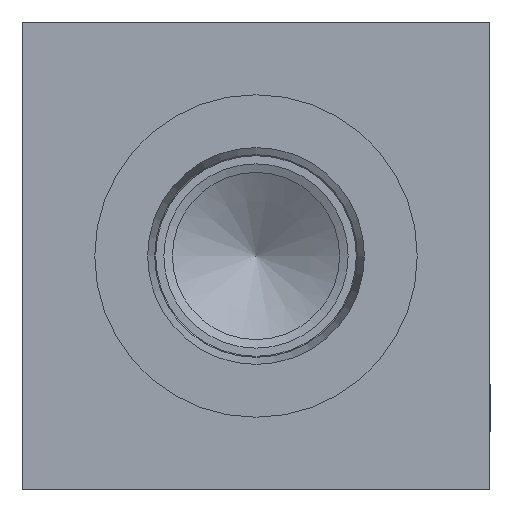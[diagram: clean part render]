
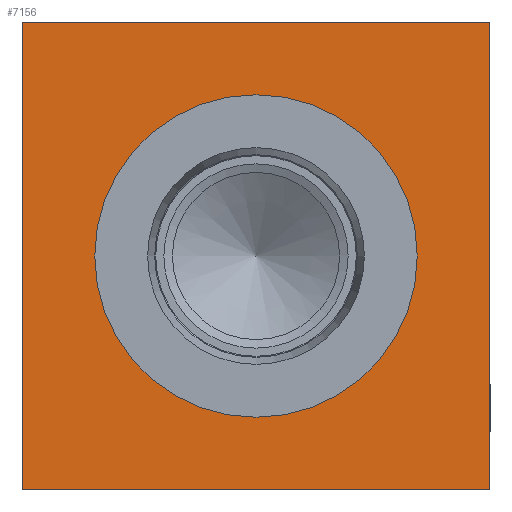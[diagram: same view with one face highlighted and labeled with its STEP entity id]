
A CAD part, left-side view. The second image highlights one B-rep face of the part: STEP entity #7156.
In plain terms, the highlighted planar face has unit normal (-1, 0, 0).
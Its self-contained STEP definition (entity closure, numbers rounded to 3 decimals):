
#90=CIRCLE('',#7414,15.316);
#91=CIRCLE('',#7415,15.316);
#196=FACE_BOUND('',#1311,.T.);
#905=FACE_OUTER_BOUND('',#1310,.T.);
#1310=EDGE_LOOP('',(#6256,#6257,#6258,#6259));
#1311=EDGE_LOOP('',(#6260,#6261));
#1559=LINE('',#11175,#2224);
#1981=LINE('',#12378,#2646);
#1982=LINE('',#12379,#2647);
#1983=LINE('',#12380,#2648);
#2224=VECTOR('',#7868,10.);
#2646=VECTOR('',#8872,10.);
#2647=VECTOR('',#8873,10.);
#2648=VECTOR('',#8874,10.);
#2950=VERTEX_POINT('',#11168);
#2953=VERTEX_POINT('',#11173);
#3245=VERTEX_POINT('',#12168);
#3246=VERTEX_POINT('',#12169);
#3314=VERTEX_POINT('',#12376);
#3315=VERTEX_POINT('',#12377);
#3765=EDGE_CURVE('',#2953,#2950,#1559,.T.);
#4202=EDGE_CURVE('',#3245,#3246,#90,.T.);
#4203=EDGE_CURVE('',#3246,#3245,#91,.T.);
#4301=EDGE_CURVE('',#3314,#3315,#1981,.T.);
#4302=EDGE_CURVE('',#3315,#2950,#1982,.T.);
#4303=EDGE_CURVE('',#3314,#2953,#1983,.T.);
#6256=ORIENTED_EDGE('',*,*,#4301,.T.);
#6257=ORIENTED_EDGE('',*,*,#4302,.T.);
#6258=ORIENTED_EDGE('',*,*,#3765,.F.);
#6259=ORIENTED_EDGE('',*,*,#4303,.F.);
#6260=ORIENTED_EDGE('',*,*,#4202,.T.);
#6261=ORIENTED_EDGE('',*,*,#4203,.T.);
#6492=PLANE('',#7519);
#7156=ADVANCED_FACE('',(#905,#196),#6492,.T.);
#7414=AXIS2_PLACEMENT_3D('',#12170,#8627,#8628);
#7415=AXIS2_PLACEMENT_3D('',#12171,#8629,#8630);
#7519=AXIS2_PLACEMENT_3D('',#12375,#8870,#8871);
#7868=DIRECTION('',(0.,-1.,0.));
#8627=DIRECTION('center_axis',(1.,0.,0.));
#8628=DIRECTION('ref_axis',(0.,0.,1.));
#8629=DIRECTION('center_axis',(1.,0.,0.));
#8630=DIRECTION('ref_axis',(0.,0.,1.));
#8870=DIRECTION('center_axis',(-1.,0.,0.));
#8871=DIRECTION('ref_axis',(0.,-1.,0.));
#8872=DIRECTION('',(0.,-1.,0.));
#8873=DIRECTION('',(0.,0.,1.));
#8874=DIRECTION('',(0.,0.,1.));
#11168=CARTESIAN_POINT('',(0.,0.,44.45));
#11173=CARTESIAN_POINT('',(0.,44.45,44.45));
#11175=CARTESIAN_POINT('',(0.,44.45,44.45));
#12168=CARTESIAN_POINT('',(0.,22.225,37.541));
#12169=CARTESIAN_POINT('',(0.,22.225,6.909));
#12170=CARTESIAN_POINT('Origin',(0.,22.225,22.225));
#12171=CARTESIAN_POINT('Origin',(0.,22.225,22.225));
#12375=CARTESIAN_POINT('Origin',(0.,44.45,0.));
#12376=CARTESIAN_POINT('',(0.,44.45,0.));
#12377=CARTESIAN_POINT('',(0.,0.,0.));
#12378=CARTESIAN_POINT('',(0.,44.45,0.));
#12379=CARTESIAN_POINT('',(0.,0.,0.));
#12380=CARTESIAN_POINT('',(0.,44.45,0.));
